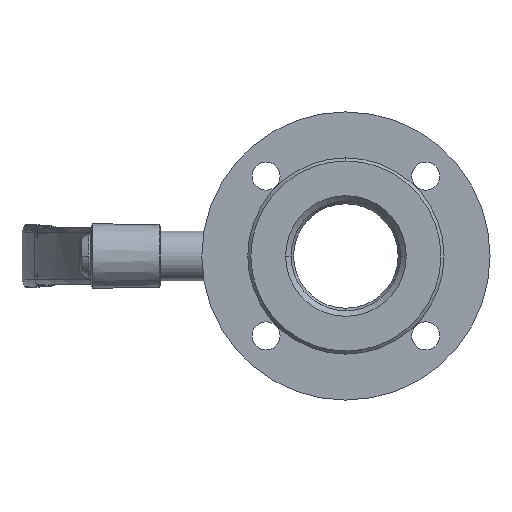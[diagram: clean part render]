
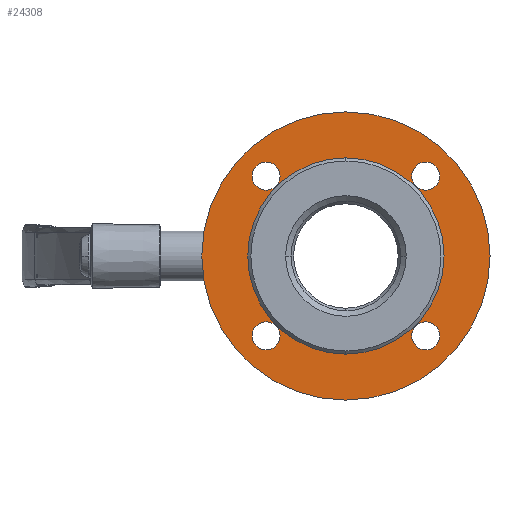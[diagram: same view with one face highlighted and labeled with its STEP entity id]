
A CAD part, left-side view. The second image highlights one B-rep face of the part: STEP entity #24308.
In plain terms, the highlighted planar face has unit normal (-1, 0, 0).
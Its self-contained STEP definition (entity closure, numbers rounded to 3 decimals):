
#417 = VERTEX_POINT ( 'NONE', #33473 ) ;
#430 = DIRECTION ( 'NONE',  ( 1., 0., 0. ) ) ;
#454 = EDGE_CURVE ( 'NONE', #28387, #36987, #35099, .T. ) ;
#615 = ORIENTED_EDGE ( 'NONE', *, *, #454, .F. ) ;
#1439 = EDGE_CURVE ( 'NONE', #32413, #16628, #55565, .T. ) ;
#2867 = ORIENTED_EDGE ( 'NONE', *, *, #60626, .F. ) ;
#3008 = DIRECTION ( 'NONE',  ( 0., 0., 1. ) ) ;
#3013 = ORIENTED_EDGE ( 'NONE', *, *, #39395, .F. ) ;
#6159 = CARTESIAN_POINT ( 'NONE',  ( -143., 0., -63. ) ) ;
#6359 = ORIENTED_EDGE ( 'NONE', *, *, #21644, .F. ) ;
#6628 = AXIS2_PLACEMENT_3D ( 'NONE', #15166, #34257, #24572 ) ;
#6784 = CARTESIAN_POINT ( 'NONE',  ( -143., 0., -92.5 ) ) ;
#7886 = VERTEX_POINT ( 'NONE', #39844 ) ;
#8489 = FACE_BOUND ( 'NONE', #18663, .T. ) ;
#8746 = VERTEX_POINT ( 'NONE', #6159 ) ;
#9060 = CIRCLE ( 'NONE', #48004, 92.5 ) ;
#9496 = DIRECTION ( 'NONE',  ( 0., 0., -1. ) ) ;
#9868 = ORIENTED_EDGE ( 'NONE', *, *, #21654, .F. ) ;
#10857 = EDGE_LOOP ( 'NONE', ( #6359, #46971 ) ) ;
#13099 = CARTESIAN_POINT ( 'NONE',  ( -143., 51.267, 51.265 ) ) ;
#13647 = ORIENTED_EDGE ( 'NONE', *, *, #27993, .T. ) ;
#13779 = PLANE ( 'NONE',  #57592 ) ;
#13875 = CIRCLE ( 'NONE', #16872, 63. ) ;
#14167 = CARTESIAN_POINT ( 'NONE',  ( -143., 0., 0. ) ) ;
#14571 = CARTESIAN_POINT ( 'NONE',  ( -143., -51.264, 51.266 ) ) ;
#14673 = CARTESIAN_POINT ( 'NONE',  ( -143., -51.265, -51.265 ) ) ;
#14986 = DIRECTION ( 'NONE',  ( 0., 0., 1. ) ) ;
#15166 = CARTESIAN_POINT ( 'NONE',  ( -143., 51.267, 51.265 ) ) ;
#16597 = CIRCLE ( 'NONE', #53555, 92.5 ) ;
#16620 = EDGE_LOOP ( 'NONE', ( #43139, #13647 ) ) ;
#16628 = VERTEX_POINT ( 'NONE', #52560 ) ;
#16728 = EDGE_CURVE ( 'NONE', #36987, #28387, #57459, .T. ) ;
#16732 = ORIENTED_EDGE ( 'NONE', *, *, #1439, .F. ) ;
#16872 = AXIS2_PLACEMENT_3D ( 'NONE', #35860, #55862, #45837 ) ;
#18663 = EDGE_LOOP ( 'NONE', ( #22838, #3013 ) ) ;
#20916 = DIRECTION ( 'NONE',  ( -1., 0., 0. ) ) ;
#21414 = AXIS2_PLACEMENT_3D ( 'NONE', #28574, #56440, #23597 ) ;
#21644 = EDGE_CURVE ( 'NONE', #33125, #60964, #42575, .T. ) ;
#21654 = EDGE_CURVE ( 'NONE', #52553, #42751, #16597, .T. ) ;
#21721 = EDGE_LOOP ( 'NONE', ( #16732, #44857 ) ) ;
#21887 = CIRCLE ( 'NONE', #51833, 9. ) ;
#22838 = ORIENTED_EDGE ( 'NONE', *, *, #26452, .F. ) ;
#23597 = DIRECTION ( 'NONE',  ( 0., 0., 1. ) ) ;
#24308 = ADVANCED_FACE ( 'NONE', ( #33176, #36944, #8489, #27566, #56020, #32563 ), #13779, .F. ) ;
#24527 = DIRECTION ( 'NONE',  ( 0., 0., -1. ) ) ;
#24572 = DIRECTION ( 'NONE',  ( 0., 0., 1. ) ) ;
#25956 = CARTESIAN_POINT ( 'NONE',  ( -143., -51.265, -51.265 ) ) ;
#26405 = EDGE_CURVE ( 'NONE', #8746, #7886, #13875, .T. ) ;
#26452 = EDGE_CURVE ( 'NONE', #417, #54894, #21887, .T. ) ;
#26846 = CARTESIAN_POINT ( 'NONE',  ( -143., 0., 0. ) ) ;
#27338 = CARTESIAN_POINT ( 'NONE',  ( -143., -51.264, 60.266 ) ) ;
#27566 = FACE_BOUND ( 'NONE', #31583, .T. ) ;
#27993 = EDGE_CURVE ( 'NONE', #7886, #8746, #57561, .T. ) ;
#28348 = CARTESIAN_POINT ( 'NONE',  ( -143., 0., 92.5 ) ) ;
#28387 = VERTEX_POINT ( 'NONE', #57271 ) ;
#28574 = CARTESIAN_POINT ( 'NONE',  ( -143., 51.266, -51.266 ) ) ;
#28759 = DIRECTION ( 'NONE',  ( -1., 0., 0. ) ) ;
#28947 = CIRCLE ( 'NONE', #51910, 9. ) ;
#29402 = CIRCLE ( 'NONE', #21414, 9. ) ;
#29574 = AXIS2_PLACEMENT_3D ( 'NONE', #49375, #20916, #33628 ) ;
#31157 = CARTESIAN_POINT ( 'NONE',  ( -143., 51.266, -51.266 ) ) ;
#31583 = EDGE_LOOP ( 'NONE', ( #42045, #615 ) ) ;
#32087 = DIRECTION ( 'NONE',  ( -1., 0., 0. ) ) ;
#32413 = VERTEX_POINT ( 'NONE', #44281 ) ;
#32563 = FACE_BOUND ( 'NONE', #16620, .T. ) ;
#32866 = CARTESIAN_POINT ( 'NONE',  ( -143., -63., 0. ) ) ;
#33125 = VERTEX_POINT ( 'NONE', #27338 ) ;
#33176 = FACE_BOUND ( 'NONE', #10857, .T. ) ;
#33473 = CARTESIAN_POINT ( 'NONE',  ( -143., 51.266, -42.266 ) ) ;
#33628 = DIRECTION ( 'NONE',  ( 0., 0., 1. ) ) ;
#34257 = DIRECTION ( 'NONE',  ( -1., 0., 0. ) ) ;
#35017 = DIRECTION ( 'NONE',  ( 0., 0., 1. ) ) ;
#35099 = CIRCLE ( 'NONE', #36088, 9. ) ;
#35483 = AXIS2_PLACEMENT_3D ( 'NONE', #25956, #40028, #35017 ) ;
#35593 = AXIS2_PLACEMENT_3D ( 'NONE', #14167, #52342, #9496 ) ;
#35860 = CARTESIAN_POINT ( 'NONE',  ( -143., 0., 0. ) ) ;
#36088 = AXIS2_PLACEMENT_3D ( 'NONE', #14673, #28759, #14986 ) ;
#36944 = FACE_BOUND ( 'NONE', #21721, .T. ) ;
#36987 = VERTEX_POINT ( 'NONE', #45279 ) ;
#37201 = CARTESIAN_POINT ( 'NONE',  ( -143., 51.266, -60.266 ) ) ;
#37989 = DIRECTION ( 'NONE',  ( 0., 0., -1. ) ) ;
#39395 = EDGE_CURVE ( 'NONE', #54894, #417, #29402, .T. ) ;
#39844 = CARTESIAN_POINT ( 'NONE',  ( -143., 0., 63. ) ) ;
#40028 = DIRECTION ( 'NONE',  ( -1., 0., 0. ) ) ;
#41230 = AXIS2_PLACEMENT_3D ( 'NONE', #13099, #51258, #52181 ) ;
#42045 = ORIENTED_EDGE ( 'NONE', *, *, #16728, .F. ) ;
#42245 = DIRECTION ( 'NONE',  ( 1., 0., 0. ) ) ;
#42575 = CIRCLE ( 'NONE', #29574, 9. ) ;
#42653 = CARTESIAN_POINT ( 'NONE',  ( -143., 0., 0. ) ) ;
#42751 = VERTEX_POINT ( 'NONE', #6784 ) ;
#43139 = ORIENTED_EDGE ( 'NONE', *, *, #26405, .T. ) ;
#44281 = CARTESIAN_POINT ( 'NONE',  ( -143., 51.267, 60.265 ) ) ;
#44857 = ORIENTED_EDGE ( 'NONE', *, *, #46269, .F. ) ;
#45279 = CARTESIAN_POINT ( 'NONE',  ( -143., -51.265, -42.265 ) ) ;
#45837 = DIRECTION ( 'NONE',  ( 0., 0., -1. ) ) ;
#46269 = EDGE_CURVE ( 'NONE', #16628, #32413, #49151, .T. ) ;
#46971 = ORIENTED_EDGE ( 'NONE', *, *, #55820, .F. ) ;
#48004 = AXIS2_PLACEMENT_3D ( 'NONE', #42653, #430, #24527 ) ;
#49151 = CIRCLE ( 'NONE', #41230, 9. ) ;
#49375 = CARTESIAN_POINT ( 'NONE',  ( -143., -51.264, 51.266 ) ) ;
#51258 = DIRECTION ( 'NONE',  ( -1., 0., 0. ) ) ;
#51587 = CARTESIAN_POINT ( 'NONE',  ( -143., -51.264, 42.266 ) ) ;
#51833 = AXIS2_PLACEMENT_3D ( 'NONE', #31157, #32087, #3008 ) ;
#51910 = AXIS2_PLACEMENT_3D ( 'NONE', #14571, #52441, #57137 ) ;
#52181 = DIRECTION ( 'NONE',  ( 0., 0., 1. ) ) ;
#52342 = DIRECTION ( 'NONE',  ( 1., 0., 0. ) ) ;
#52441 = DIRECTION ( 'NONE',  ( -1., 0., 0. ) ) ;
#52544 = DIRECTION ( 'NONE',  ( 0., 0., -1. ) ) ;
#52553 = VERTEX_POINT ( 'NONE', #28348 ) ;
#52560 = CARTESIAN_POINT ( 'NONE',  ( -143., 51.267, 42.265 ) ) ;
#53555 = AXIS2_PLACEMENT_3D ( 'NONE', #26846, #57087, #37989 ) ;
#54894 = VERTEX_POINT ( 'NONE', #37201 ) ;
#55565 = CIRCLE ( 'NONE', #6628, 9. ) ;
#55820 = EDGE_CURVE ( 'NONE', #60964, #33125, #28947, .T. ) ;
#55862 = DIRECTION ( 'NONE',  ( 1., 0., 0. ) ) ;
#56020 = FACE_OUTER_BOUND ( 'NONE', #60537, .T. ) ;
#56440 = DIRECTION ( 'NONE',  ( -1., 0., 0. ) ) ;
#57087 = DIRECTION ( 'NONE',  ( 1., 0., 0. ) ) ;
#57137 = DIRECTION ( 'NONE',  ( 0., 0., 1. ) ) ;
#57271 = CARTESIAN_POINT ( 'NONE',  ( -143., -51.265, -60.265 ) ) ;
#57459 = CIRCLE ( 'NONE', #35483, 9. ) ;
#57561 = CIRCLE ( 'NONE', #35593, 63. ) ;
#57592 = AXIS2_PLACEMENT_3D ( 'NONE', #32866, #42245, #52544 ) ;
#60537 = EDGE_LOOP ( 'NONE', ( #2867, #9868 ) ) ;
#60626 = EDGE_CURVE ( 'NONE', #42751, #52553, #9060, .T. ) ;
#60964 = VERTEX_POINT ( 'NONE', #51587 ) ;
